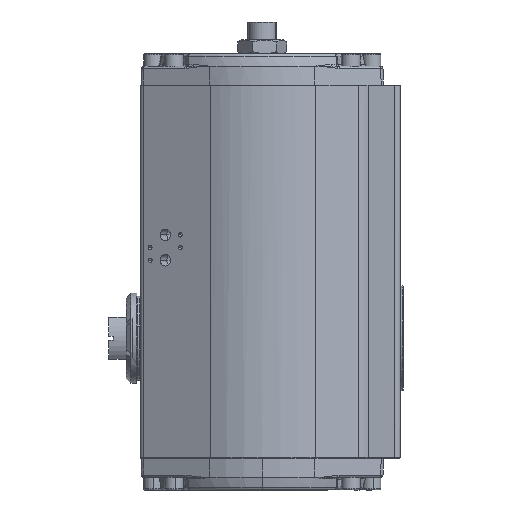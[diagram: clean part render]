
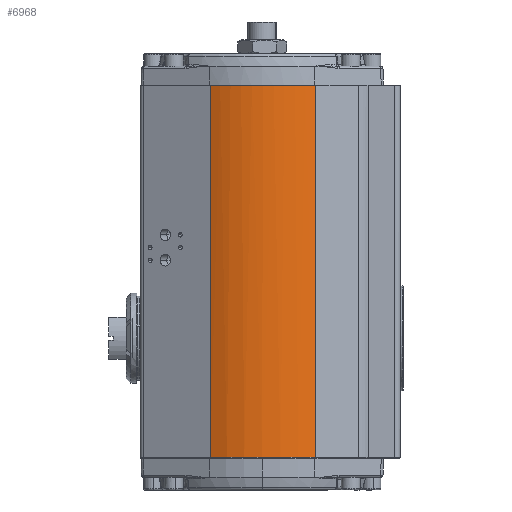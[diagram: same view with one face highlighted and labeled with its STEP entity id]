
A CAD part, left-side view. The second image highlights one B-rep face of the part: STEP entity #6968.
In plain terms, the highlighted cylindrical face has radius 110 mm (diameter 220 mm), a partial arc.
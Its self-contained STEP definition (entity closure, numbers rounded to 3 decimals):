
#129 = DIRECTION ( 'NONE',  ( 0., 0., 1. ) ) ;
#3902 = CIRCLE ( 'NONE', #6116, 110. ) ;
#4622 = AXIS2_PLACEMENT_3D ( 'NONE', #14959, #11641, #22225 ) ;
#4873 = CARTESIAN_POINT ( 'NONE',  ( 0., 0., -353. ) ) ;
#5044 = VECTOR ( 'NONE', #129, 1000. ) ;
#5845 = CIRCLE ( 'NONE', #28877, 110. ) ;
#6116 = AXIS2_PLACEMENT_3D ( 'NONE', #4873, #25380, #12496 ) ;
#6878 = CIRCLE ( 'NONE', #27564, 110. ) ;
#6968 = ADVANCED_FACE ( 'Defeatured_0_11', ( #15426 ), #13109, .T. ) ;
#7540 = VERTEX_POINT ( 'NONE', #10268 ) ;
#7722 = EDGE_CURVE ( 'Defeatured_0_11+Defeatured_0_20+Defeatured_0_6+Defeatured_0_10', #7540, #7913, #5845, .T. ) ;
#7913 = VERTEX_POINT ( 'NONE', #18052 ) ;
#8823 = VERTEX_POINT ( 'NONE', #15208 ) ;
#10268 = CARTESIAN_POINT ( 'NONE',  ( -110., 0., -353. ) ) ;
#11084 = CARTESIAN_POINT ( 'NONE',  ( -97.822, -50.307, 0. ) ) ;
#11641 = DIRECTION ( 'NONE',  ( 0., 0., 1. ) ) ;
#11857 = DIRECTION ( 'NONE',  ( 1., 0., 0. ) ) ;
#12068 = VERTEX_POINT ( 'NONE', #28337 ) ;
#12496 = DIRECTION ( 'NONE',  ( -1., 0., 0. ) ) ;
#12522 = LINE ( 'NONE', #16308, #5044 ) ;
#12810 = DIRECTION ( 'NONE',  ( 0., 0., 1. ) ) ;
#13109 = CYLINDRICAL_SURFACE ( 'NONE', #4622, 110. ) ;
#13980 = CARTESIAN_POINT ( 'NONE',  ( -98.337, 49.292, -354. ) ) ;
#14692 = CARTESIAN_POINT ( 'NONE',  ( 0., 0., 0. ) ) ;
#14959 = CARTESIAN_POINT ( 'NONE',  ( 0., 0., -354. ) ) ;
#15008 = EDGE_CURVE ( 'Defeatured_0_11+Defeatured_0_10+Defeatured_0_20+Defeatured_0_2', #7913, #24248, #12522, .T. ) ;
#15165 = ORIENTED_EDGE ( 'NONE', *, *, #15886, .F. ) ;
#15208 = CARTESIAN_POINT ( 'NONE',  ( -98.337, 49.292, -353. ) ) ;
#15426 = FACE_OUTER_BOUND ( 'NONE', #17573, .T. ) ;
#15886 = EDGE_CURVE ( 'Defeatured_0_6+Defeatured_0_11+Defeatured_0_22+Defeatured_0_2', #8823, #12068, #26915, .T. ) ;
#16308 = CARTESIAN_POINT ( 'NONE',  ( -97.822, -50.307, -354. ) ) ;
#17573 = EDGE_LOOP ( 'NONE', ( #15165, #25847, #21921, #26195, #28060 ) ) ;
#18052 = CARTESIAN_POINT ( 'NONE',  ( -97.822, -50.307, -353. ) ) ;
#18480 = VECTOR ( 'NONE', #25457, 1000. ) ;
#18650 = EDGE_CURVE ( 'Defeatured_0_2+Defeatured_0_11+Defeatured_0_6+Defeatured_0_10', #12068, #24248, #6878, .T. ) ;
#20204 = DIRECTION ( 'NONE',  ( -1., 0., 0. ) ) ;
#21921 = ORIENTED_EDGE ( 'NONE', *, *, #7722, .T. ) ;
#22225 = DIRECTION ( 'NONE',  ( 1., 0., 0. ) ) ;
#24248 = VERTEX_POINT ( 'NONE', #11084 ) ;
#24472 = CARTESIAN_POINT ( 'NONE',  ( 0., 0., -353. ) ) ;
#25380 = DIRECTION ( 'NONE',  ( 0., 0., 1. ) ) ;
#25457 = DIRECTION ( 'NONE',  ( 0., 0., 1. ) ) ;
#25847 = ORIENTED_EDGE ( 'NONE', *, *, #27783, .T. ) ;
#26195 = ORIENTED_EDGE ( 'NONE', *, *, #15008, .T. ) ;
#26915 = LINE ( 'NONE', #13980, #18480 ) ;
#27564 = AXIS2_PLACEMENT_3D ( 'NONE', #14692, #12810, #11857 ) ;
#27783 = EDGE_CURVE ( 'Defeatured_0_11+Defeatured_0_20+Defeatured_0_6+Defeatured_0_10', #8823, #7540, #3902, .T. ) ;
#28060 = ORIENTED_EDGE ( 'NONE', *, *, #18650, .F. ) ;
#28312 = DIRECTION ( 'NONE',  ( 0., 0., 1. ) ) ;
#28337 = CARTESIAN_POINT ( 'NONE',  ( -98.337, 49.292, 0. ) ) ;
#28877 = AXIS2_PLACEMENT_3D ( 'NONE', #24472, #28312, #20204 ) ;
